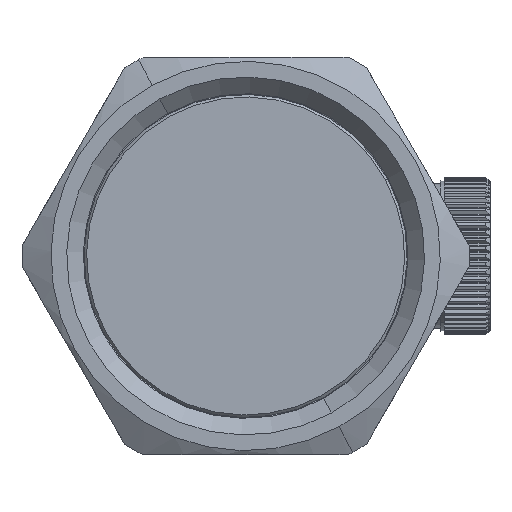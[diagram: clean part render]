
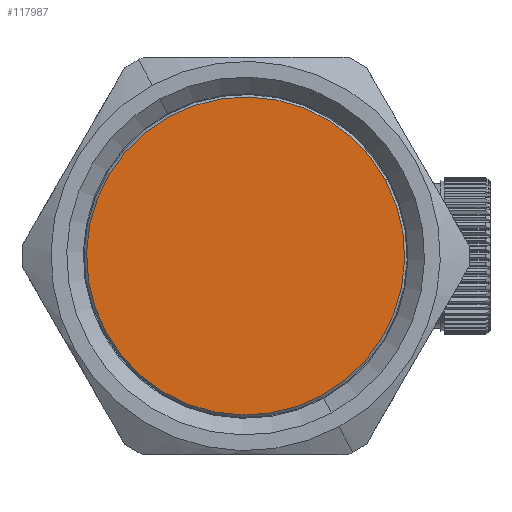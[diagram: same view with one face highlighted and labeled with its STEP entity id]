
A CAD part, left-side view. The second image highlights one B-rep face of the part: STEP entity #117987.
In plain terms, the highlighted planar face has unit normal (-1, 0, 0).
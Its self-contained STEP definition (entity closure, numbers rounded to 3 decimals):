
#105169=CARTESIAN_POINT('Vertex',(-46.,-16.85,9.205)) ;
#105172=CARTESIAN_POINT('Axis2P3D Location',(-46.,0.,0.)) ;
#105176=CARTESIAN_POINT('Vertex',(-46.,16.85,-9.205)) ;
#105192=CARTESIAN_POINT('Axis2P3D Location',(-46.,0.,0.)) ;
#117978=CARTESIAN_POINT('Axis2P3D Location',(-46.,-13.416,0.)) ;
#105173=DIRECTION('Axis2P3D Direction',(1.,0.,0.)) ;
#105193=DIRECTION('Axis2P3D Direction',(1.,0.,0.)) ;
#117979=DIRECTION('Axis2P3D Direction',(-1.,0.,0.)) ;
#117980=DIRECTION('Axis2P3D XDirection',(0.,0.,1.)) ;
#105174=AXIS2_PLACEMENT_3D('Circle Axis2P3D',#105172,#105173,$) ;
#105194=AXIS2_PLACEMENT_3D('Circle Axis2P3D',#105192,#105193,$) ;
#117981=AXIS2_PLACEMENT_3D('Plane Axis2P3D',#117978,#117979,#117980) ;
#105175=CIRCLE('generated circle',#105174,19.2) ;
#105195=CIRCLE('generated circle',#105194,19.2) ;
#117982=PLANE('',#117981) ;
#105178=EDGE_CURVE('',#105177,#105170,#105175,.F.) ;
#105196=EDGE_CURVE('',#105170,#105177,#105195,.F.) ;
#117984=ORIENTED_EDGE('',*,*,#105196,.T.) ;
#117985=ORIENTED_EDGE('',*,*,#105178,.T.) ;
#117983=EDGE_LOOP('',(#117984,#117985)) ;
#105170=VERTEX_POINT('',#105169) ;
#105177=VERTEX_POINT('',#105176) ;
#117987=ADVANCED_FACE('PartBody',(#117986),#117982,.T.) ;
#117986=FACE_OUTER_BOUND('',#117983,.T.) ;
